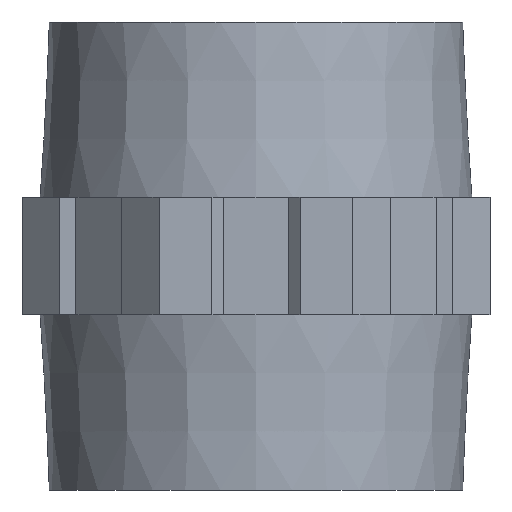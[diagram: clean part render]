
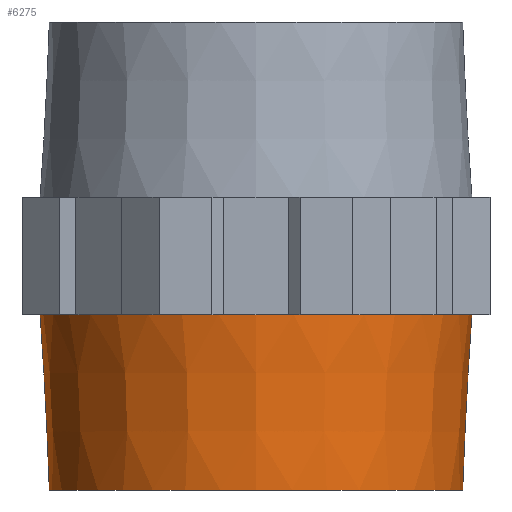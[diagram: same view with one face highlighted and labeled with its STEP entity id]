
A CAD part, left-side view. The second image highlights one B-rep face of the part: STEP entity #6275.
In plain terms, the highlighted conical face has half-angle 3 degrees and reference radius 26.5 mm.
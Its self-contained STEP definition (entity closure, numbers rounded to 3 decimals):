
#886=FACE_OUTER_BOUND('',#1240,.T.);
#1240=EDGE_LOOP('',(#5852,#5853,#5854,#5855));
#1922=LINE('',#14139,#2594);
#2594=VECTOR('',#7838,26.5);
#2617=CIRCLE('',#6535,27.679);
#2618=CIRCLE('',#6578,26.5);
#3178=VERTEX_POINT('',#13974);
#3219=VERTEX_POINT('',#14138);
#4032=EDGE_CURVE('',#3178,#3178,#2617,.T.);
#4113=EDGE_CURVE('',#3178,#3219,#1922,.T.);
#4114=EDGE_CURVE('',#3219,#3219,#2618,.T.);
#5852=ORIENTED_EDGE('',*,*,#4032,.T.);
#5853=ORIENTED_EDGE('',*,*,#4113,.T.);
#5854=ORIENTED_EDGE('',*,*,#4114,.T.);
#5855=ORIENTED_EDGE('',*,*,#4113,.F.);
#5953=CONICAL_SURFACE('',#6577,26.5,0.052);
#6275=ADVANCED_FACE('',(#886),#5953,.T.);
#6535=AXIS2_PLACEMENT_3D('',#13975,#7672,#7673);
#6577=AXIS2_PLACEMENT_3D('',#14137,#7836,#7837);
#6578=AXIS2_PLACEMENT_3D('',#14140,#7839,#7840);
#7672=DIRECTION('center_axis',(0.,0.,-1.));
#7673=DIRECTION('ref_axis',(1.,0.,0.));
#7836=DIRECTION('center_axis',(0.,0.,1.));
#7837=DIRECTION('ref_axis',(1.,0.,0.));
#7838=DIRECTION('',(0.052,0.,-0.999));
#7839=DIRECTION('center_axis',(0.,0.,1.));
#7840=DIRECTION('ref_axis',(1.,0.,0.));
#13974=CARTESIAN_POINT('',(-27.679,0.,22.5));
#13975=CARTESIAN_POINT('Origin',(0.,0.,22.5));
#14137=CARTESIAN_POINT('Origin',(0.,0.,0.));
#14138=CARTESIAN_POINT('',(-26.5,0.,0.));
#14139=CARTESIAN_POINT('',(-26.5,0.,0.));
#14140=CARTESIAN_POINT('Origin',(0.,0.,0.));
